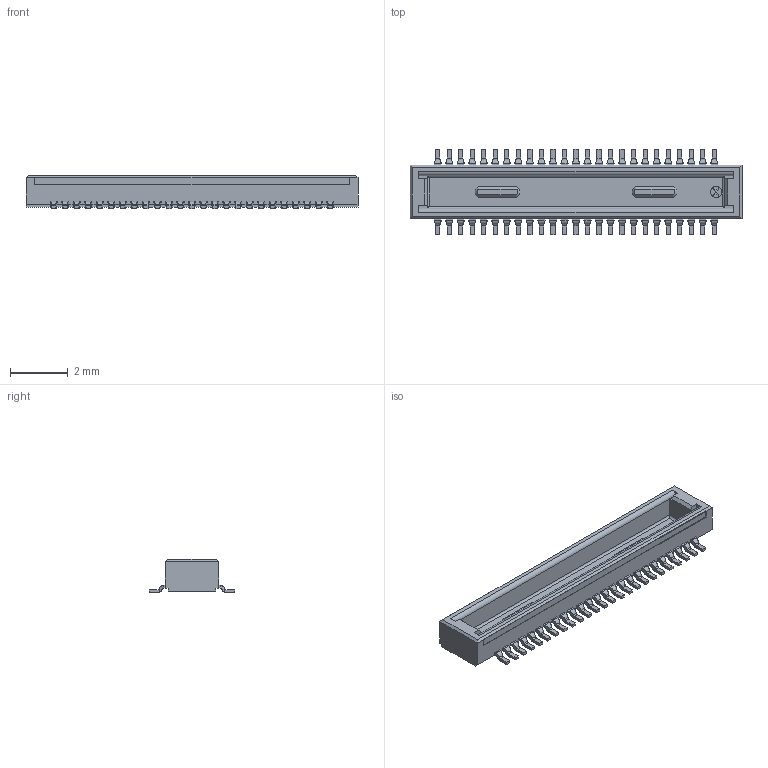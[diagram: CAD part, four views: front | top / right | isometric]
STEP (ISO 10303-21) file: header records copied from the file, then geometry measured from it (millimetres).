
FILE_DESCRIPTION((''),'2;1');
FILE_NAME('10164228-0501A1RLF','2022-09-07T11:19:55',('Baoyy'),('AFCI'),'CREO PARAMETRIC BY PTC INC, 2021184','CREO PARAMETRIC BY PTC INC, 2021184','');
FILE_SCHEMA(('AUTOMOTIVE_DESIGN { 1 0 10303 214 1 1 1 1 }'));
Length unit declared in the file: millimetre
Products named in the file (1): 10164228-0501A1RLF
Bounding box: 11.52 x 2.97 x 1.15 mm (x, y, z)
Surface area: 108.5 mm2 (no closed solid volume)
Topology: 0 solids, 1 shells, 783 faces, 2208 edges, 1432 vertices
Faces by surface type: plane 567, cylinder 212, cone 4
Entity records: 25976 total; most frequent: CARTESIAN_POINT 5991, ORIENTED_EDGE 4416, DIRECTION 3658, EDGE_CURVE 2208, VECTOR 1577, LINE 1577, VERTEX_POINT 1432, AXIS2_PLACEMENT_3D 1039
